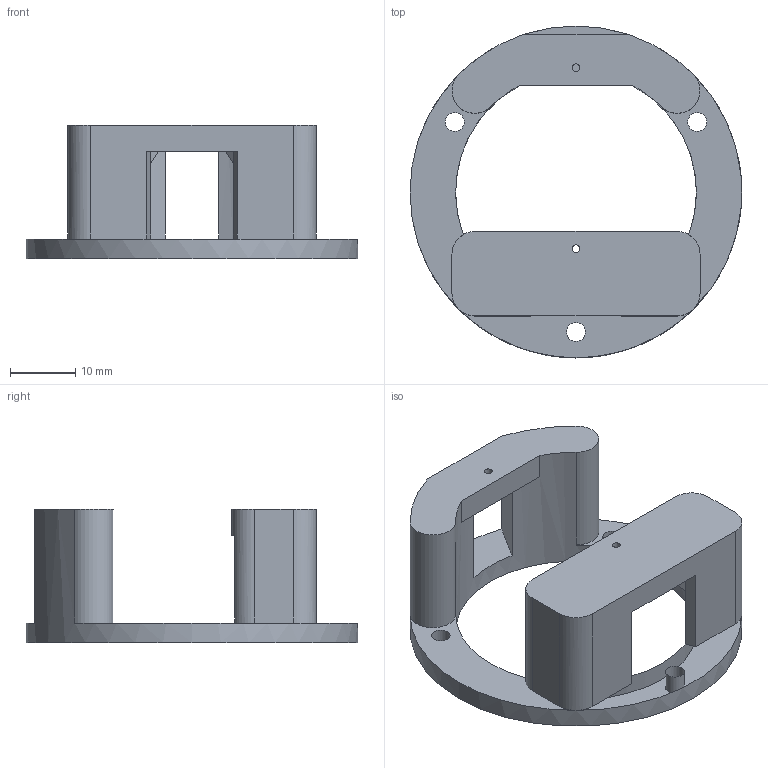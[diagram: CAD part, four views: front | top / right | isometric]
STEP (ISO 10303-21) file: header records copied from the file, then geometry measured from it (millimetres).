
FILE_DESCRIPTION(/* description */ (''),/* implementation_level */ '2;1');
FILE_NAME(/* name */ 'Soporte_Servo.stp',/* time_stamp */ '2019-12-09T16:12:57-06:00',/* author */ ('Daniel'),/* organization */ (''),/* preprocessor_version */ 'ST-DEVELOPER v18',/* originating_system */ 'Autodesk Inventor 2020',/* authorisation */ '');
FILE_SCHEMA (('AUTOMOTIVE_DESIGN { 1 0 10303 214 3 1 1 }'));
Length unit declared in the file: millimetre
Products named in the file (1): Soporte_Servo
Bounding box: 51 x 51 x 20.45 mm (x, y, z)
Volume: 10837.3 mm3; surface area: 6810.6 mm2
Topology: 1 solids, 1 shells, 40 faces, 128 edges, 85 vertices
Faces by surface type: plane 27, cylinder 13
Full cylindrical faces by diameter (mm): 1.2 x2, 2.9 x3, 37 x1, 51 x1
Entity records: 1510 total; most frequent: DIRECTION 263, ORIENTED_EDGE 256, CARTESIAN_POINT 254, EDGE_CURVE 128, AXIS2_PLACEMENT_3D 94, VERTEX_POINT 85, LINE 75, VECTOR 75
